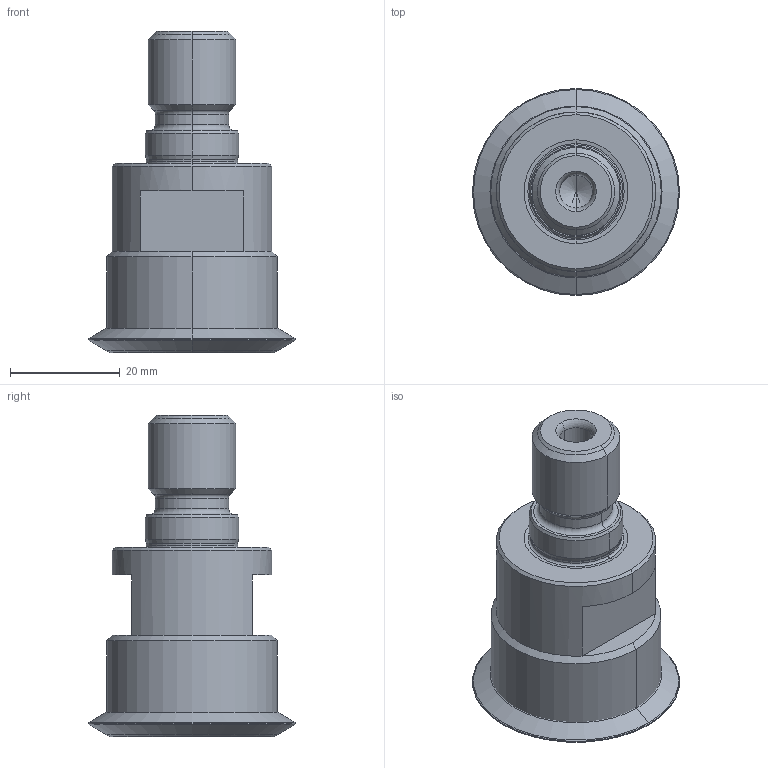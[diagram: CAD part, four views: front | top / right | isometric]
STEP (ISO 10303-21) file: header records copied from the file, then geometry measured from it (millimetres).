
FILE_DESCRIPTION((''),'2;1');
FILE_NAME('17Y1B038050X8R00','2019-08-23T',('schicker'),(''),'CREO PARAMETRIC BY PTC INC, 2017020','CREO PARAMETRIC BY PTC INC, 2017020','');
FILE_SCHEMA(('AUTOMOTIVE_DESIGN { 1 0 10303 214 1 1 1 1 }'));
Length unit declared in the file: millimetre
Products named in the file (3): NOCUT; CUT; 17Y1B038050X8R00
Assembly tree (2 placements, depth 2):
  17Y1B038050X8R00
    NOCUT
    CUT
Bounding box: 37.65 x 37.65 x 58.38 mm (x, y, z)
Volume: 30118.9 mm3; surface area: 9446.9 mm2
Topology: 2 solids, 3 shells, 82 faces, 190 edges, 116 vertices
Faces by surface type: cylinder 22, cone 20, plane 16, torus 12, revolution 12
Entity records: 4542 total; most frequent: CARTESIAN_POINT 1439, DIRECTION 441, ORIENTED_EDGE 336, PRESENTATION_STYLE_ASSIGNMENT 195, STYLED_ITEM 195, CURVE_STYLE 192, AXIS2_PLACEMENT_3D 185, EDGE_CURVE 172
